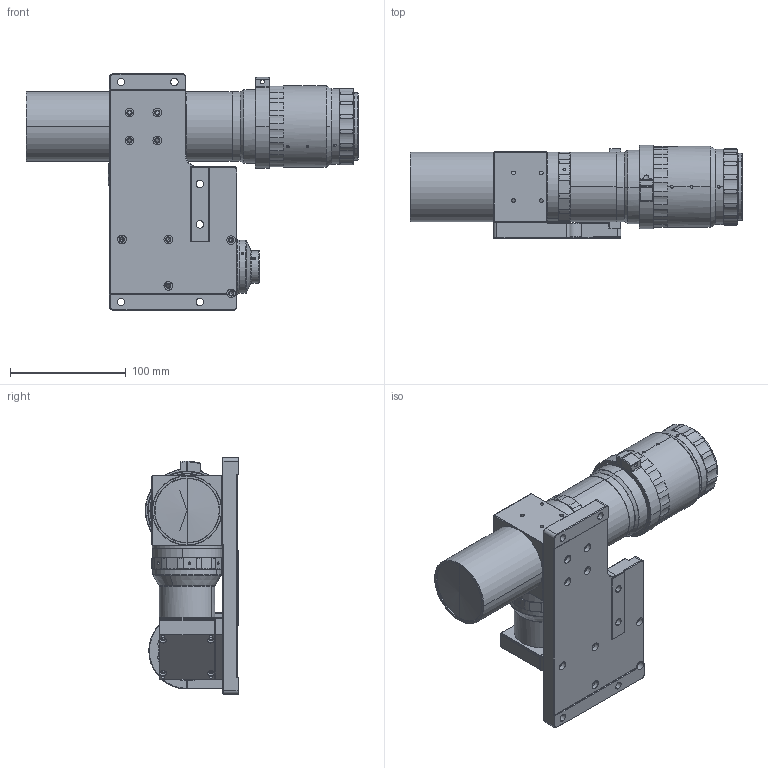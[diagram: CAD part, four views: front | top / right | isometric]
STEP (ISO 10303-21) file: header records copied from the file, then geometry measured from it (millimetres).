
FILE_DESCRIPTION (( 'STEP AP203' ), '1' );
FILE_NAME ('DTCA35F-22C-G-M58-AL.STEP', '2022-12-27T10:02:01', ( '' ), ( '' ), 'SwSTEP 2.0', 'SolidWorks 2017', '' );
FILE_SCHEMA (( 'CONFIG_CONTROL_DESIGN' ));
Length unit declared in the file: millimetre
Products named in the file (1): DTCA35F-22C-G-M58-AL
Bounding box: 286.51 x 80.5 x 204 mm (x, y, z)
Volume: 1488610.9 mm3; surface area: 169842.5 mm2
Topology: 1 solids, 6 shells, 1221 faces, 3121 edges, 1929 vertices
Faces by surface type: cylinder 446, cone 381, plane 370, bspline 24
Entity records: 40422 total; most frequent: CARTESIAN_POINT 11114, ORIENTED_EDGE 6198, DIRECTION 6163, EDGE_CURVE 3099, AXIS2_PLACEMENT_3D 2481, VERTEX_POINT 1929, EDGE_LOOP 1352, CIRCLE 1283
